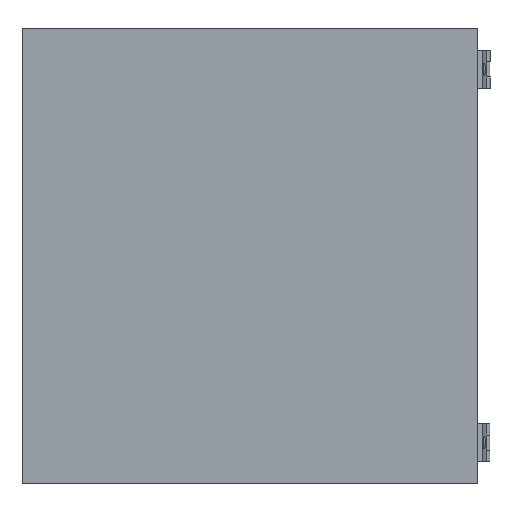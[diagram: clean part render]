
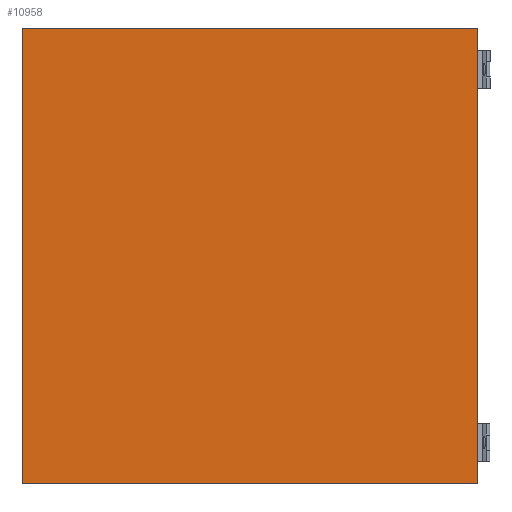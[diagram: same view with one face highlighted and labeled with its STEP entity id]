
A CAD part, front view. The second image highlights one B-rep face of the part: STEP entity #10958.
In plain terms, the highlighted planar face has unit normal (0, -1, 0).
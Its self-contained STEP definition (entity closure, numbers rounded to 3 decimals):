
#550 = CARTESIAN_POINT ( 'NONE',  ( 0., 0., 0. ) ) ;
#924 = ORIENTED_EDGE ( 'NONE', *, *, #19667, .F. ) ;
#3439 = LINE ( 'NONE', #8675, #9252 ) ;
#3730 = LINE ( 'NONE', #19879, #14493 ) ;
#3922 = VERTEX_POINT ( 'NONE', #7108 ) ;
#4267 = ORIENTED_EDGE ( 'NONE', *, *, #22069, .F. ) ;
#4686 = VECTOR ( 'NONE', #6324, 1000. ) ;
#5280 = DIRECTION ( 'NONE',  ( 1., 0., 0. ) ) ;
#6050 = PLANE ( 'NONE',  #20041 ) ;
#6324 = DIRECTION ( 'NONE',  ( 0., 0., 1. ) ) ;
#6769 = DIRECTION ( 'NONE',  ( -1., 0., 0. ) ) ;
#6831 = VECTOR ( 'NONE', #16371, 1000. ) ;
#7108 = CARTESIAN_POINT ( 'NONE',  ( 300., 0., 0. ) ) ;
#7985 = ORIENTED_EDGE ( 'NONE', *, *, #14016, .F. ) ;
#8235 = LINE ( 'NONE', #10384, #4686 ) ;
#8508 = VERTEX_POINT ( 'NONE', #14670 ) ;
#8675 = CARTESIAN_POINT ( 'NONE',  ( 300., 0., 0. ) ) ;
#9252 = VECTOR ( 'NONE', #6769, 1000. ) ;
#9614 = FACE_OUTER_BOUND ( 'NONE', #22440, .T. ) ;
#10384 = CARTESIAN_POINT ( 'NONE',  ( 0., 0., 0. ) ) ;
#10958 = ADVANCED_FACE ( 'NONE', ( #9614 ), #6050, .T. ) ;
#12403 = VERTEX_POINT ( 'NONE', #15516 ) ;
#14016 = EDGE_CURVE ( 'NONE', #18313, #8508, #3730, .T. ) ;
#14126 = LINE ( 'NONE', #19871, #6831 ) ;
#14493 = VECTOR ( 'NONE', #5280, 1000. ) ;
#14670 = CARTESIAN_POINT ( 'NONE',  ( 300., 0., 300. ) ) ;
#15058 = ORIENTED_EDGE ( 'NONE', *, *, #21689, .F. ) ;
#15516 = CARTESIAN_POINT ( 'NONE',  ( 0., 0., 0. ) ) ;
#16371 = DIRECTION ( 'NONE',  ( 0., 0., -1. ) ) ;
#18313 = VERTEX_POINT ( 'NONE', #21791 ) ;
#18709 = DIRECTION ( 'NONE',  ( 0., 0., -1. ) ) ;
#19667 = EDGE_CURVE ( 'NONE', #8508, #3922, #14126, .T. ) ;
#19871 = CARTESIAN_POINT ( 'NONE',  ( 300., 0., 300. ) ) ;
#19879 = CARTESIAN_POINT ( 'NONE',  ( 0., 0., 300. ) ) ;
#20041 = AXIS2_PLACEMENT_3D ( 'NONE', #550, #22656, #18709 ) ;
#21689 = EDGE_CURVE ( 'NONE', #12403, #18313, #8235, .T. ) ;
#21791 = CARTESIAN_POINT ( 'NONE',  ( 0., 0., 300. ) ) ;
#22069 = EDGE_CURVE ( 'NONE', #3922, #12403, #3439, .T. ) ;
#22440 = EDGE_LOOP ( 'NONE', ( #4267, #924, #7985, #15058 ) ) ;
#22656 = DIRECTION ( 'NONE',  ( 0., -1., 0. ) ) ;
